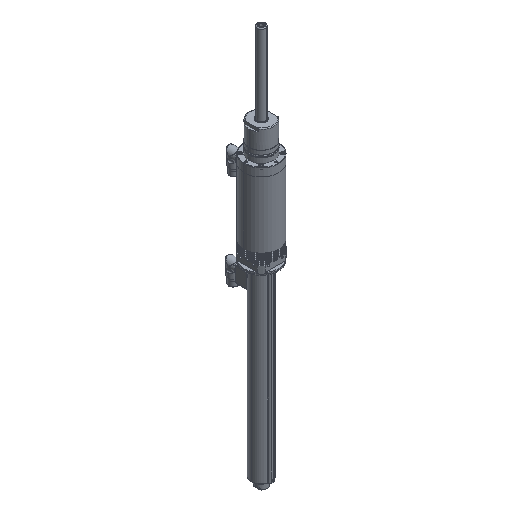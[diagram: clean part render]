
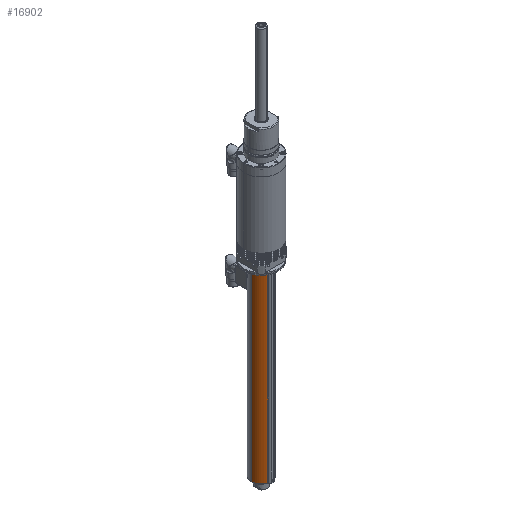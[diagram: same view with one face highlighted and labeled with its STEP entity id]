
A CAD part, isometric view. The second image highlights one B-rep face of the part: STEP entity #16902.
In plain terms, the highlighted cylindrical face has radius 24 mm (diameter 48 mm), a partial arc.
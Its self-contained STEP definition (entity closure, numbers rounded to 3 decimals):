
#41 = DIRECTION ( 'NONE',  ( 0., 0., 1. ) ) ;
#2876 = CARTESIAN_POINT ( 'NONE',  ( 0., 0., -130.5 ) ) ;
#3076 = EDGE_LOOP ( 'NONE', ( #13822, #65690, #45545, #7991 ) ) ;
#4038 = AXIS2_PLACEMENT_3D ( 'NONE', #20469, #19981, #59175 ) ;
#5398 = CIRCLE ( 'NONE', #4038, 24. ) ;
#5733 = CARTESIAN_POINT ( 'NONE',  ( -24., 0., -180. ) ) ;
#6740 = DIRECTION ( 'NONE',  ( 0., 0., -1. ) ) ;
#7253 = CARTESIAN_POINT ( 'NONE',  ( -7.529, -22.788, -624.8 ) ) ;
#7991 = ORIENTED_EDGE ( 'NONE', *, *, #28754, .T. ) ;
#10386 = DIRECTION ( 'NONE',  ( -1., 0., 0. ) ) ;
#13822 = ORIENTED_EDGE ( 'NONE', *, *, #40540, .F. ) ;
#16902 = ADVANCED_FACE ( 'NONE', ( #18554 ), #70238, .T. ) ;
#18554 = FACE_OUTER_BOUND ( 'NONE', #3076, .T. ) ;
#19981 = DIRECTION ( 'NONE',  ( 0., 0., 1. ) ) ;
#20469 = CARTESIAN_POINT ( 'NONE',  ( 0., 0., -624.8 ) ) ;
#20842 = VERTEX_POINT ( 'NONE', #5733 ) ;
#24679 = VECTOR ( 'NONE', #6740, 1000. ) ;
#24682 = AXIS2_PLACEMENT_3D ( 'NONE', #39342, #55510, #10386 ) ;
#28754 = EDGE_CURVE ( 'NONE', #35661, #38818, #61022, .T. ) ;
#32896 = CARTESIAN_POINT ( 'NONE',  ( -7.529, -22.788, -130.5 ) ) ;
#35262 = AXIS2_PLACEMENT_3D ( 'NONE', #2876, #43066, #42348 ) ;
#35348 = CARTESIAN_POINT ( 'NONE',  ( -24., 0., -130.5 ) ) ;
#35661 = VERTEX_POINT ( 'NONE', #7253 ) ;
#35906 = VERTEX_POINT ( 'NONE', #65051 ) ;
#38818 = VERTEX_POINT ( 'NONE', #56118 ) ;
#39342 = CARTESIAN_POINT ( 'NONE',  ( 0., 0., -180. ) ) ;
#40540 = EDGE_CURVE ( 'NONE', #20842, #38818, #66735, .T. ) ;
#42348 = DIRECTION ( 'NONE',  ( -1., 0., 0. ) ) ;
#43066 = DIRECTION ( 'NONE',  ( 0., 0., -1. ) ) ;
#45545 = ORIENTED_EDGE ( 'NONE', *, *, #65272, .T. ) ;
#53049 = EDGE_CURVE ( 'NONE', #20842, #35906, #56218, .T. ) ;
#54939 = VECTOR ( 'NONE', #41, 1000. ) ;
#55510 = DIRECTION ( 'NONE',  ( 0., 0., 1. ) ) ;
#56118 = CARTESIAN_POINT ( 'NONE',  ( -7.529, -22.788, -180. ) ) ;
#56218 = LINE ( 'NONE', #35348, #24679 ) ;
#59175 = DIRECTION ( 'NONE',  ( -1., 0., 0. ) ) ;
#61022 = LINE ( 'NONE', #32896, #54939 ) ;
#65051 = CARTESIAN_POINT ( 'NONE',  ( -24., 0., -624.8 ) ) ;
#65272 = EDGE_CURVE ( 'NONE', #35906, #35661, #5398, .T. ) ;
#65690 = ORIENTED_EDGE ( 'NONE', *, *, #53049, .T. ) ;
#66735 = CIRCLE ( 'NONE', #24682, 24. ) ;
#70238 = CYLINDRICAL_SURFACE ( 'NONE', #35262, 24. ) ;
